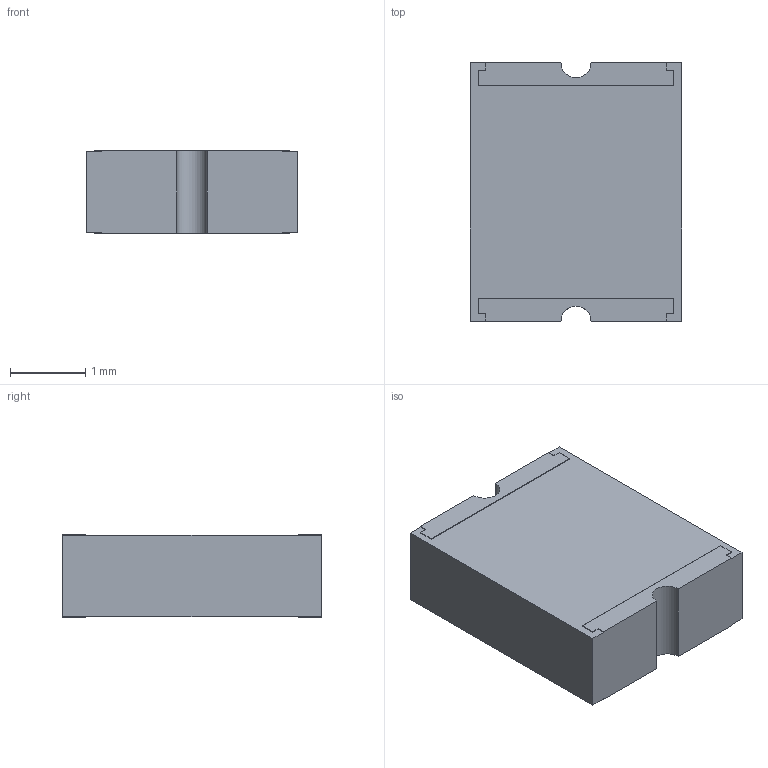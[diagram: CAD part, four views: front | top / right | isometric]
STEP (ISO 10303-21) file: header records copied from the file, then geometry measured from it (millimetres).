
FILE_DESCRIPTION (( 'STEP AP214' ), '1' );
FILE_NAME ('362C3FBD-25BB-43AC-B340-F4F42159BA0A.STEP', '2024-03-14T04:20:11', ( '' ), ( '' ), 'SwSTEP 2.0', 'SolidWorks 2022', '' );
FILE_SCHEMA (( 'AUTOMOTIVE_DESIGN' ));
Length unit declared in the file: millimetre
Products named in the file (1): 362C3FBD-25BB-43AC-B340-F4F42159BA0A
Bounding box: 2.8 x 3.43 x 1.1 mm (x, y, z)
Volume: 10.3 mm3; surface area: 33.1 mm2
Topology: 1 solids, 1 shells, 42 faces, 120 edges, 80 vertices
Faces by surface type: plane 40, cylinder 2
Entity records: 1844 total; most frequent: CARTESIAN_POINT 243, ORIENTED_EDGE 240, DIRECTION 210, EDGE_CURVE 120, VECTOR 116, LINE 116, VERTEX_POINT 80, AXIS2_PLACEMENT_3D 47
